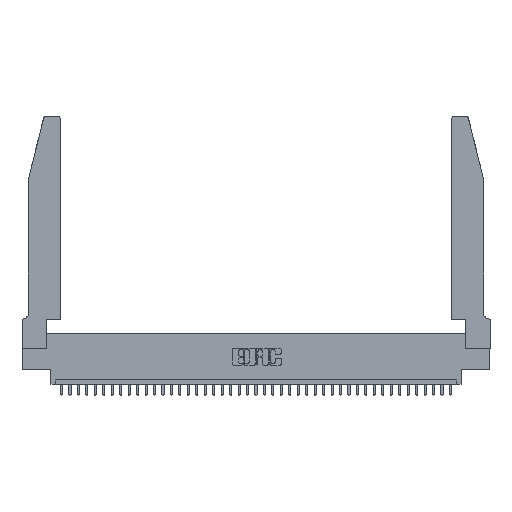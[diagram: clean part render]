
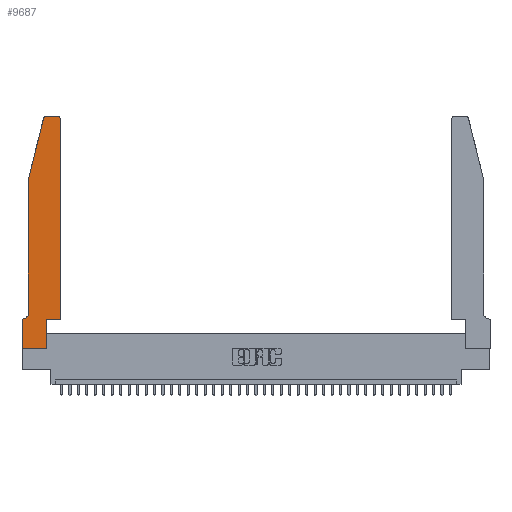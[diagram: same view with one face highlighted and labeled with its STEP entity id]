
A CAD part, top view. The second image highlights one B-rep face of the part: STEP entity #9687.
In plain terms, the highlighted planar face has unit normal (0, 0, 1).
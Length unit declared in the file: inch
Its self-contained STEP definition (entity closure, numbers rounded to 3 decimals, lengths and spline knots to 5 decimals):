
#536 = VECTOR ( 'NONE', #38403, 39.37008 ) ;
#694 = EDGE_CURVE ( 'NONE', #17430, #23770, #15695, .T. ) ;
#2216 = EDGE_CURVE ( 'NONE', #20311, #27079, #14823, .T. ) ;
#2750 = EDGE_CURVE ( 'NONE', #4697, #20311, #36732, .T. ) ;
#2935 = VERTEX_POINT ( 'NONE', #16852 ) ;
#2939 = CARTESIAN_POINT ( 'NONE',  ( 0.284, 2.75, 0.37 ) ) ;
#3439 = VECTOR ( 'NONE', #38076, 39.37008 ) ;
#3663 = CARTESIAN_POINT ( 'NONE',  ( 0.4505, 0.35, 0.37 ) ) ;
#3802 = VERTEX_POINT ( 'NONE', #35641 ) ;
#3888 = VECTOR ( 'NONE', #29128, 39.37008 ) ;
#4697 = VERTEX_POINT ( 'NONE', #28334 ) ;
#4852 = PLANE ( 'NONE',  #22271 ) ;
#4966 = DIRECTION ( 'NONE',  ( -1., 0., 0. ) ) ;
#5135 = EDGE_CURVE ( 'NONE', #3802, #27604, #13556, .T. ) ;
#6366 = LINE ( 'NONE', #30518, #28842 ) ;
#6676 = EDGE_CURVE ( 'NONE', #29975, #2935, #37359, .T. ) ;
#6729 = EDGE_CURVE ( 'NONE', #31753, #14565, #39280, .T. ) ;
#7025 = VECTOR ( 'NONE', #35678, 39.37008 ) ;
#7118 = LINE ( 'NONE', #23165, #16228 ) ;
#7881 = CARTESIAN_POINT ( 'NONE',  ( 0.0755, 2., 0.37 ) ) ;
#8172 = EDGE_CURVE ( 'NONE', #14565, #26042, #16054, .T. ) ;
#8336 = DIRECTION ( 'NONE',  ( 1., 0., 0. ) ) ;
#8409 = ORIENTED_EDGE ( 'NONE', *, *, #22729, .T. ) ;
#8715 = LINE ( 'NONE', #37947, #3439 ) ;
#9687 = ADVANCED_FACE ( 'NONE', ( #36513 ), #4852, .T. ) ;
#10176 = CARTESIAN_POINT ( 'NONE',  ( 0.284, 2.72, 0.37 ) ) ;
#10179 = EDGE_CURVE ( 'NONE', #2935, #17430, #35453, .T. ) ;
#10423 = VECTOR ( 'NONE', #10697, 39.37008 ) ;
#10697 = DIRECTION ( 'NONE',  ( 0., 1., 0. ) ) ;
#11875 = CARTESIAN_POINT ( 'NONE',  ( 0.2865, 0., 0.37 ) ) ;
#13252 = DIRECTION ( 'NONE',  ( 0., 0., 1. ) ) ;
#13556 = LINE ( 'NONE', #20783, #35056 ) ;
#14079 = CARTESIAN_POINT ( 'NONE',  ( 0., 0.35, 0.37 ) ) ;
#14565 = VERTEX_POINT ( 'NONE', #11875 ) ;
#14823 = CIRCLE ( 'NONE', #24485, 0.03 ) ;
#15356 = AXIS2_PLACEMENT_3D ( 'NONE', #10176, #13252, #31027 ) ;
#15695 = LINE ( 'NONE', #7881, #7025 ) ;
#15925 = ORIENTED_EDGE ( 'NONE', *, *, #6729, .T. ) ;
#16054 = LINE ( 'NONE', #19729, #25621 ) ;
#16228 = VECTOR ( 'NONE', #26243, 39.37008 ) ;
#16852 = CARTESIAN_POINT ( 'NONE',  ( 0.25487, 2.72718, 0.37 ) ) ;
#17430 = VERTEX_POINT ( 'NONE', #17708 ) ;
#17520 = CARTESIAN_POINT ( 'NONE',  ( 0.0055, 0.42, 0.37 ) ) ;
#17708 = CARTESIAN_POINT ( 'NONE',  ( 0.0755, 2., 0.37 ) ) ;
#18408 = EDGE_CURVE ( 'NONE', #27079, #29975, #8715, .T. ) ;
#18835 = DIRECTION ( 'NONE',  ( 1., 0., 0. ) ) ;
#19464 = DIRECTION ( 'NONE',  ( 0., 1., 0. ) ) ;
#19729 = CARTESIAN_POINT ( 'NONE',  ( 0.2865, 0.35, 0.37 ) ) ;
#19928 = ORIENTED_EDGE ( 'NONE', *, *, #10179, .T. ) ;
#20311 = VERTEX_POINT ( 'NONE', #20538 ) ;
#20538 = CARTESIAN_POINT ( 'NONE',  ( 0.4505, 2.72, 0.37 ) ) ;
#20783 = CARTESIAN_POINT ( 'NONE',  ( 0.0755, 0.35, 0.37 ) ) ;
#20810 = ORIENTED_EDGE ( 'NONE', *, *, #2750, .T. ) ;
#21132 = ORIENTED_EDGE ( 'NONE', *, *, #694, .T. ) ;
#21679 = CARTESIAN_POINT ( 'NONE',  ( 0.0755, 0.42, 0.37 ) ) ;
#22271 = AXIS2_PLACEMENT_3D ( 'NONE', #14079, #38784, #8336 ) ;
#22729 = EDGE_CURVE ( 'NONE', #27604, #31753, #7118, .T. ) ;
#23165 = CARTESIAN_POINT ( 'NONE',  ( 0., 0., 0.37 ) ) ;
#23268 = ORIENTED_EDGE ( 'NONE', *, *, #36169, .T. ) ;
#23550 = DIRECTION ( 'NONE',  ( 0., 0., -1. ) ) ;
#23770 = VERTEX_POINT ( 'NONE', #21679 ) ;
#24481 = CARTESIAN_POINT ( 'NONE',  ( 0.4205, 2.75, 0.37 ) ) ;
#24485 = AXIS2_PLACEMENT_3D ( 'NONE', #37679, #25401, #18835 ) ;
#24930 = CARTESIAN_POINT ( 'NONE',  ( 0., 0., 0.37 ) ) ;
#25401 = DIRECTION ( 'NONE',  ( 0., 0., 1. ) ) ;
#25621 = VECTOR ( 'NONE', #19464, 39.37008 ) ;
#26042 = VERTEX_POINT ( 'NONE', #37466 ) ;
#26076 = ORIENTED_EDGE ( 'NONE', *, *, #8172, .T. ) ;
#26243 = DIRECTION ( 'NONE',  ( 0., -1., 0. ) ) ;
#26535 = DIRECTION ( 'NONE',  ( -1., 0., 0. ) ) ;
#26984 = EDGE_CURVE ( 'NONE', #23770, #3802, #28076, .T. ) ;
#27079 = VERTEX_POINT ( 'NONE', #24481 ) ;
#27604 = VERTEX_POINT ( 'NONE', #28137 ) ;
#28076 = CIRCLE ( 'NONE', #34711, 0.07 ) ;
#28137 = CARTESIAN_POINT ( 'NONE',  ( 0., 0.35, 0.37 ) ) ;
#28334 = CARTESIAN_POINT ( 'NONE',  ( 0.4505, 0.35, 0.37 ) ) ;
#28842 = VECTOR ( 'NONE', #33714, 39.37008 ) ;
#29128 = DIRECTION ( 'NONE',  ( -0.239, -0.971, 0. ) ) ;
#29837 = ORIENTED_EDGE ( 'NONE', *, *, #2216, .T. ) ;
#29975 = VERTEX_POINT ( 'NONE', #2939 ) ;
#30518 = CARTESIAN_POINT ( 'NONE',  ( 0.4505, 0.35, 0.37 ) ) ;
#31027 = DIRECTION ( 'NONE',  ( 1., 0., 0. ) ) ;
#31257 = ORIENTED_EDGE ( 'NONE', *, *, #26984, .T. ) ;
#31753 = VERTEX_POINT ( 'NONE', #24930 ) ;
#31926 = CARTESIAN_POINT ( 'NONE',  ( 0.0755, 2., 0.37 ) ) ;
#33714 = DIRECTION ( 'NONE',  ( 1., 0., 0. ) ) ;
#34638 = ORIENTED_EDGE ( 'NONE', *, *, #5135, .T. ) ;
#34711 = AXIS2_PLACEMENT_3D ( 'NONE', #17520, #23550, #4966 ) ;
#35056 = VECTOR ( 'NONE', #26535, 39.37008 ) ;
#35453 = LINE ( 'NONE', #31926, #3888 ) ;
#35589 = ORIENTED_EDGE ( 'NONE', *, *, #18408, .T. ) ;
#35641 = CARTESIAN_POINT ( 'NONE',  ( 0.0055, 0.35, 0.37 ) ) ;
#35678 = DIRECTION ( 'NONE',  ( 0., -1., 0. ) ) ;
#35732 = ORIENTED_EDGE ( 'NONE', *, *, #6676, .T. ) ;
#35745 = CARTESIAN_POINT ( 'NONE',  ( 0., 0., 0.37 ) ) ;
#36169 = EDGE_CURVE ( 'NONE', #26042, #4697, #6366, .T. ) ;
#36513 = FACE_OUTER_BOUND ( 'NONE', #38665, .T. ) ;
#36732 = LINE ( 'NONE', #3663, #10423 ) ;
#37359 = CIRCLE ( 'NONE', #15356, 0.03 ) ;
#37466 = CARTESIAN_POINT ( 'NONE',  ( 0.2865, 0.35, 0.37 ) ) ;
#37679 = CARTESIAN_POINT ( 'NONE',  ( 0.4205, 2.72, 0.37 ) ) ;
#37947 = CARTESIAN_POINT ( 'NONE',  ( 0.2605, 2.75, 0.37 ) ) ;
#38076 = DIRECTION ( 'NONE',  ( -1., 0., 0. ) ) ;
#38403 = DIRECTION ( 'NONE',  ( 1., 0., 0. ) ) ;
#38665 = EDGE_LOOP ( 'NONE', ( #35589, #35732, #19928, #21132, #31257, #34638, #8409, #15925, #26076, #23268, #20810, #29837 ) ) ;
#38784 = DIRECTION ( 'NONE',  ( 0., 0., 1. ) ) ;
#39280 = LINE ( 'NONE', #35745, #536 ) ;
